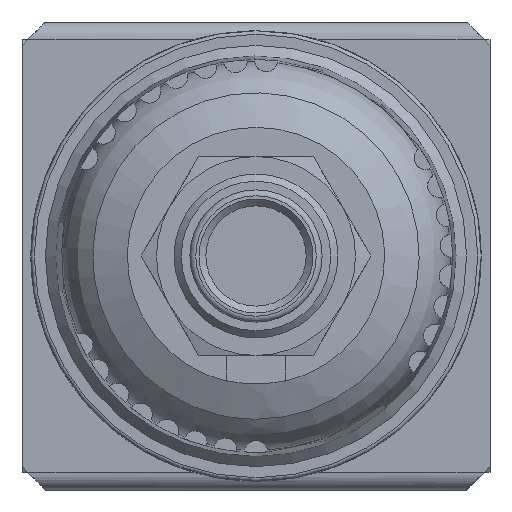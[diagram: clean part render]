
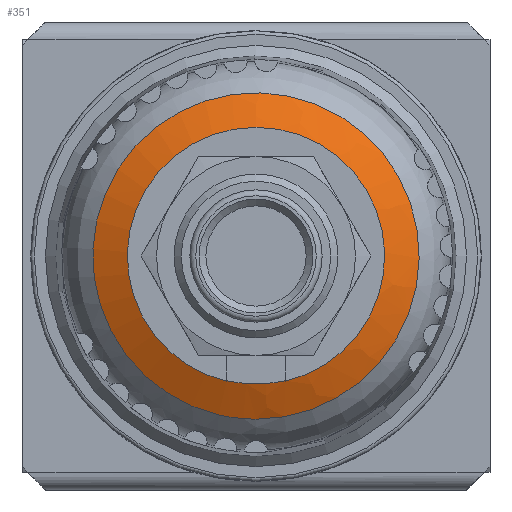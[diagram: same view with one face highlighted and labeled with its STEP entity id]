
A CAD part, front view. The second image highlights one B-rep face of the part: STEP entity #351.
In plain terms, the highlighted free-form (B-spline) face has degree [3, 3] with [4, 7] control points.
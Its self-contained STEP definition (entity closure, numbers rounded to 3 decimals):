
#351 = ADVANCED_FACE( '', ( #819, #820 ), #821, .T. );
#819 = FACE_OUTER_BOUND( '', #1335, .T. );
#820 = FACE_OUTER_BOUND( '', #1336, .T. );
#821 = ( BOUNDED_SURFACE(  )B_SPLINE_SURFACE( 3, 3, ( ( #1339, #1340, #1341, #1342, #1343, #1344, #1345 ), ( #1346, #1347, #1348, #1349, #1350, #1351, #1352 ), ( #1353, #1354, #1355, #1356, #1357, #1358, #1359 ), ( #1360, #1361, #1362, #1363, #1364, #1365, #1366 ) ), .UNSPECIFIED., .F., .T., .F. )B_SPLINE_SURFACE_WITH_KNOTS( ( 4, 4 ), ( 4, 3, 4 ), ( 0., 6.283 ), ( 1.063, 1.137, 1.21 ), .UNSPECIFIED. )GEOMETRIC_REPRESENTATION_ITEM(  )RATIONAL_B_SPLINE_SURFACE( ( ( 1., 0.333, 0.333, 1., 0.333, 0.333, 1. ), ( 0.998, 0.333, 0.333, 0.998, 0.333, 0.333, 0.998 ), ( 0.998, 0.333, 0.333, 0.998, 0.333, 0.333, 0.998 ), ( 1., 0.333, 0.333, 1., 0.333, 0.333, 1. ) ) )REPRESENTATION_ITEM( '' )SURFACE(  ) );
#1335 = EDGE_LOOP( '', ( #2909 ) );
#1336 = EDGE_LOOP( '', ( #2910, #2911 ) );
#1339 = CARTESIAN_POINT( '', ( 0., -86.7, -10.952 ) );
#1340 = CARTESIAN_POINT( '', ( 21.904, -86.7, -10.952 ) );
#1341 = CARTESIAN_POINT( '', ( 21.904, -86.7, 10.952 ) );
#1342 = CARTESIAN_POINT( '', ( 0., -86.7, 10.952 ) );
#1343 = CARTESIAN_POINT( '', ( -21.904, -86.7, 10.952 ) );
#1344 = CARTESIAN_POINT( '', ( -21.904, -86.7, -10.952 ) );
#1345 = CARTESIAN_POINT( '', ( 0., -86.7, -10.952 ) );
#1346 = CARTESIAN_POINT( '', ( 0., -86.311, -11.984 ) );
#1347 = CARTESIAN_POINT( '', ( 23.967, -86.311, -11.984 ) );
#1348 = CARTESIAN_POINT( '', ( 23.967, -86.311, 11.984 ) );
#1349 = CARTESIAN_POINT( '', ( 0., -86.311, 11.984 ) );
#1350 = CARTESIAN_POINT( '', ( -23.967, -86.311, 11.984 ) );
#1351 = CARTESIAN_POINT( '', ( -23.967, -86.311, -11.984 ) );
#1352 = CARTESIAN_POINT( '', ( 0., -86.311, -11.984 ) );
#1353 = CARTESIAN_POINT( '', ( 0., -85.847, -12.984 ) );
#1354 = CARTESIAN_POINT( '', ( 25.967, -85.847, -12.984 ) );
#1355 = CARTESIAN_POINT( '', ( 25.967, -85.847, 12.984 ) );
#1356 = CARTESIAN_POINT( '', ( 0., -85.847, 12.984 ) );
#1357 = CARTESIAN_POINT( '', ( -25.967, -85.847, 12.984 ) );
#1358 = CARTESIAN_POINT( '', ( -25.967, -85.847, -12.984 ) );
#1359 = CARTESIAN_POINT( '', ( 0., -85.847, -12.984 ) );
#1360 = CARTESIAN_POINT( '', ( 0., -85.312, -13.947 ) );
#1361 = CARTESIAN_POINT( '', ( 27.895, -85.312, -13.947 ) );
#1362 = CARTESIAN_POINT( '', ( 27.895, -85.312, 13.947 ) );
#1363 = CARTESIAN_POINT( '', ( 0., -85.312, 13.947 ) );
#1364 = CARTESIAN_POINT( '', ( -27.895, -85.312, 13.947 ) );
#1365 = CARTESIAN_POINT( '', ( -27.895, -85.312, -13.947 ) );
#1366 = CARTESIAN_POINT( '', ( 0., -85.312, -13.947 ) );
#2909 = ORIENTED_EDGE( '', *, *, #3549, .T. );
#2910 = ORIENTED_EDGE( '', *, *, #3671, .F. );
#2911 = ORIENTED_EDGE( '', *, *, #3673, .F. );
#3549 = EDGE_CURVE( '', #4345, #4345, #4346, .T. );
#3671 = EDGE_CURVE( '', #4547, #4549, #4550, .T. );
#3673 = EDGE_CURVE( '', #4549, #4547, #4552, .F. );
#4345 = VERTEX_POINT( '', #6264 );
#4346 = CIRCLE( '', #6265, 13.947 );
#4547 = VERTEX_POINT( '', #6908 );
#4549 = VERTEX_POINT( '', #6911 );
#4550 = CIRCLE( '', #6912, 10.952 );
#4552 = CIRCLE( '', #6915, 10.952 );
#6264 = CARTESIAN_POINT( '', ( 0., -85.312, -13.947 ) );
#6265 = AXIS2_PLACEMENT_3D( '', #7491, #7492, #7493 );
#6908 = CARTESIAN_POINT( '', ( 2.5, -86.7, -10.663 ) );
#6911 = CARTESIAN_POINT( '', ( -2.5, -86.7, -10.663 ) );
#6912 = AXIS2_PLACEMENT_3D( '', #7676, #7677, #7678 );
#6915 = AXIS2_PLACEMENT_3D( '', #7680, #7681, #7682 );
#7491 = CARTESIAN_POINT( '', ( 0., -85.312, 0. ) );
#7492 = DIRECTION( '', ( 0., -1., 0. ) );
#7493 = DIRECTION( '', ( 0., 0., -1. ) );
#7676 = CARTESIAN_POINT( '', ( 0., -86.7, 0. ) );
#7677 = DIRECTION( '', ( 0., -1., 0. ) );
#7678 = DIRECTION( '', ( 0., 0., -1. ) );
#7680 = CARTESIAN_POINT( '', ( 0., -86.7, 0. ) );
#7681 = DIRECTION( '', ( 0., 1., 0. ) );
#7682 = DIRECTION( '', ( 0., 0., 1. ) );
